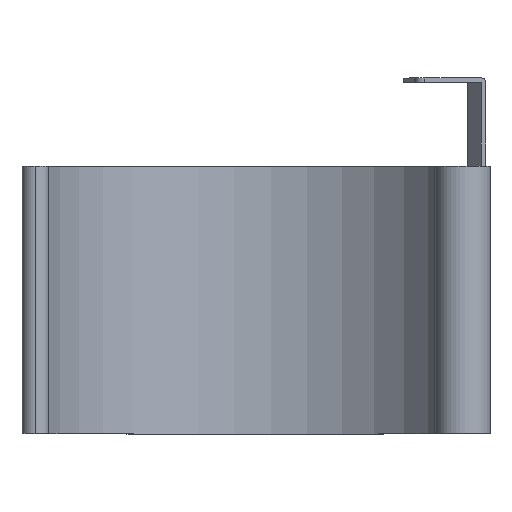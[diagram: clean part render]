
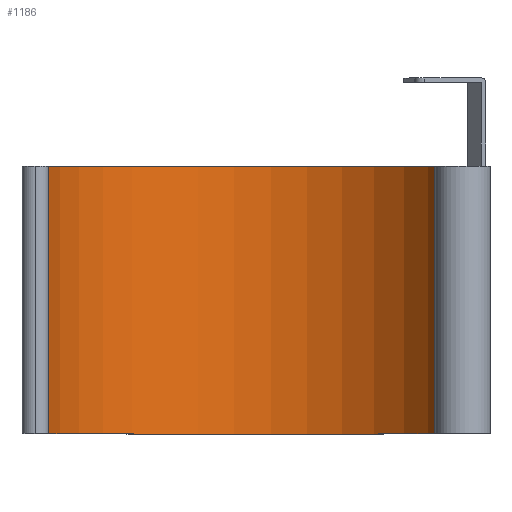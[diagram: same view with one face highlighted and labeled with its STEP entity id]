
A CAD part, top view. The second image highlights one B-rep face of the part: STEP entity #1186.
In plain terms, the highlighted cylindrical face has radius 9.9 mm (diameter 19.8 mm), a partial arc.
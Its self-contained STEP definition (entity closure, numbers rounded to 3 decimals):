
#384=CARTESIAN_POINT('',(10.498,-6.05,-11.93));
#385=DIRECTION('',(0.,-1.,0.));
#386=DIRECTION('',(-0.999,0.,0.045));
#387=AXIS2_PLACEMENT_3D('',#384,#385,#386);
#436=DIRECTION('',(0.,-1.,0.));
#437=VECTOR('',#436,12.1);
#438=CARTESIAN_POINT('',(0.607,6.05,-11.486));
#439=LINE('',#438,#437);
#440=CARTESIAN_POINT('',(10.498,6.05,-11.93));
#441=DIRECTION('',(0.,-1.,0.));
#442=DIRECTION('',(-0.999,0.,0.045));
#443=AXIS2_PLACEMENT_3D('',#440,#441,#442);
#445=DIRECTION('',(0.,-1.,0.));
#446=VECTOR('',#445,12.1);
#447=CARTESIAN_POINT('',(20.236,6.05,-10.149));
#448=LINE('',#447,#446);
#531=CARTESIAN_POINT('',(0.607,6.05,-11.486));
#532=CARTESIAN_POINT('',(0.607,-6.05,-11.486));
#533=VERTEX_POINT('',#531);
#534=VERTEX_POINT('',#532);
#539=CARTESIAN_POINT('',(20.236,6.05,-10.149));
#540=CARTESIAN_POINT('',(20.236,-6.05,-10.149));
#541=VERTEX_POINT('',#539);
#542=VERTEX_POINT('',#540);
#1174=CARTESIAN_POINT('',(10.498,1.,-11.93));
#1175=DIRECTION('',(0.,-1.,0.));
#1176=DIRECTION('',(0.999,0.,-0.045));
#1177=AXIS2_PLACEMENT_3D('',#1174,#1175,#1176);
#1178=CYLINDRICAL_SURFACE('',#1177,9.9);
#1179=ORIENTED_EDGE('',*,*,#1168,.F.);
#1180=ORIENTED_EDGE('',*,*,#854,.T.);
#1182=ORIENTED_EDGE('',*,*,#1181,.T.);
#1183=ORIENTED_EDGE('',*,*,#1100,.F.);
#1184=EDGE_LOOP('',(#1179,#1180,#1182,#1183));
#1185=FACE_OUTER_BOUND('',#1184,.F.);
#1186=ADVANCED_FACE('',(#1185),#1178,.F.);
#388=CIRCLE('',#387,9.9);
#444=CIRCLE('',#443,9.9);
#854=EDGE_CURVE('',#533,#541,#444,.T.);
#1100=EDGE_CURVE('',#534,#542,#388,.T.);
#1168=EDGE_CURVE('',#533,#534,#439,.T.);
#1181=EDGE_CURVE('',#541,#542,#448,.T.);
